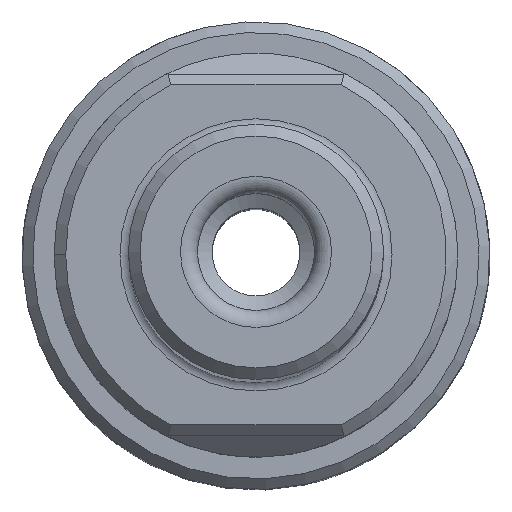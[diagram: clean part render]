
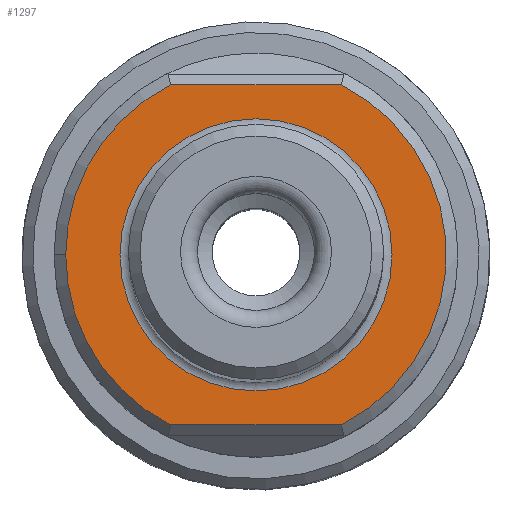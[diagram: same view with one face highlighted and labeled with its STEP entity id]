
A CAD part, top view. The second image highlights one B-rep face of the part: STEP entity #1297.
In plain terms, the highlighted planar face has unit normal (0, 0, 1).
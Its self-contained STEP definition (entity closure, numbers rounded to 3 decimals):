
#178=PLANE('',#1379);
#223=CIRCLE('',#1380,6.4);
#224=CIRCLE('',#1381,8.95);
#225=CIRCLE('',#1382,8.95);
#226=CIRCLE('',#1383,8.95);
#302=VERTEX_POINT('',#1910);
#303=VERTEX_POINT('',#1912);
#304=VERTEX_POINT('',#1913);
#305=VERTEX_POINT('',#1915);
#306=VERTEX_POINT('',#1917);
#307=VERTEX_POINT('',#1919);
#416=VECTOR('',#1557,1.);
#417=VECTOR('',#1562,1.);
#494=LINE('',#1914,#416);
#495=LINE('',#1920,#417);
#582=EDGE_CURVE('',#302,#302,#223,.T.);
#583=EDGE_CURVE('',#303,#304,#224,.T.);
#584=EDGE_CURVE('',#304,#305,#494,.T.);
#585=EDGE_CURVE('',#305,#306,#225,.T.);
#586=EDGE_CURVE('',#306,#307,#226,.T.);
#587=EDGE_CURVE('',#307,#303,#495,.T.);
#773=ORIENTED_EDGE('',*,*,#582,.T.);
#774=ORIENTED_EDGE('',*,*,#583,.T.);
#775=ORIENTED_EDGE('',*,*,#584,.T.);
#776=ORIENTED_EDGE('',*,*,#585,.T.);
#777=ORIENTED_EDGE('',*,*,#586,.T.);
#778=ORIENTED_EDGE('',*,*,#587,.T.);
#1135=EDGE_LOOP('',(#773));
#1136=EDGE_LOOP('',(#774,#775,#776,#777,#778));
#1216=FACE_BOUND('',#1135,.T.);
#1217=FACE_BOUND('',#1136,.T.);
#1297=ADVANCED_FACE('',(#1216,#1217),#178,.F.);
#1379=AXIS2_PLACEMENT_3D('',#1908,#1552,$);
#1380=AXIS2_PLACEMENT_3D('',#1909,#1553,#1554);
#1381=AXIS2_PLACEMENT_3D('',#1911,#1555,#1556);
#1382=AXIS2_PLACEMENT_3D('',#1916,#1558,#1559);
#1383=AXIS2_PLACEMENT_3D('',#1918,#1560,#1561);
#1552=DIRECTION('',(0.,0.,-1.));
#1553=DIRECTION('',(0.,0.,-1.));
#1554=DIRECTION('',(-6.4,0.,0.));
#1555=DIRECTION('',(0.,0.,1.));
#1556=DIRECTION('',(-8.95,0.,0.));
#1557=DIRECTION('',(-1.,0.,0.));
#1558=DIRECTION('',(0.,0.,1.));
#1559=DIRECTION('',(-8.95,0.,0.));
#1560=DIRECTION('',(0.,0.,1.));
#1561=DIRECTION('',(-8.95,0.,0.));
#1562=DIRECTION('',(1.,0.,0.));
#1908=CARTESIAN_POINT('',(6.,0.,38.5));
#1909=CARTESIAN_POINT('',(0.,0.,38.5));
#1910=CARTESIAN_POINT('',(-6.4,0.,38.5));
#1911=CARTESIAN_POINT('',(0.,0.,38.5));
#1912=CARTESIAN_POINT('',(4.013,-8.,38.5));
#1913=CARTESIAN_POINT('',(4.013,8.,38.5));
#1914=CARTESIAN_POINT('',(4.013,8.,38.5));
#1915=CARTESIAN_POINT('',(-4.013,8.,38.5));
#1916=CARTESIAN_POINT('',(0.,0.,38.5));
#1917=CARTESIAN_POINT('',(-8.95,0.,38.5));
#1918=CARTESIAN_POINT('',(0.,0.,38.5));
#1919=CARTESIAN_POINT('',(-4.013,-8.,38.5));
#1920=CARTESIAN_POINT('',(-4.013,-8.,38.5));
